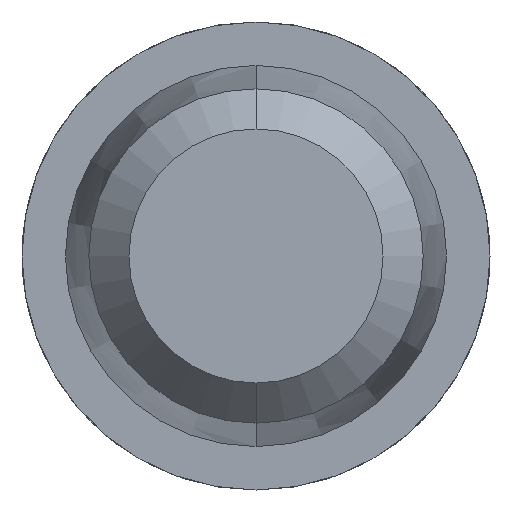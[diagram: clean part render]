
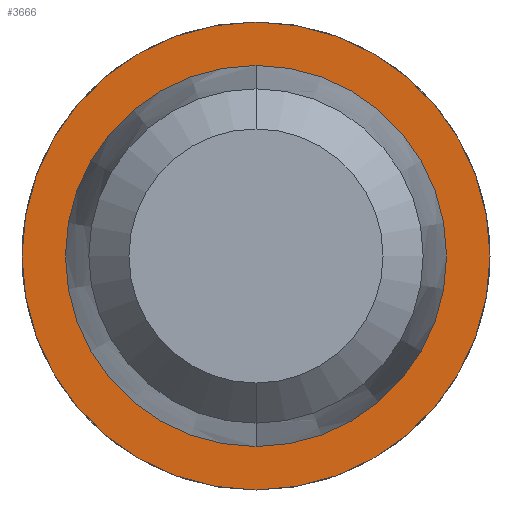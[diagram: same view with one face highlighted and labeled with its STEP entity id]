
A CAD part, front view. The second image highlights one B-rep face of the part: STEP entity #3666.
In plain terms, the highlighted planar face has unit normal (0, -1, 0).
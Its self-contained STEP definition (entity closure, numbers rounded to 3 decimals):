
#163 = DIRECTION ( 'NONE',  ( 0., 0., -1. ) ) ;
#359 = CIRCLE ( 'NONE', #2341, 0.7 ) ;
#382 = EDGE_LOOP ( 'NONE', ( #1640, #2798 ) ) ;
#679 = VERTEX_POINT ( 'NONE', #1167 ) ;
#1057 = VERTEX_POINT ( 'NONE', #2503 ) ;
#1074 = DIRECTION ( 'NONE',  ( 0., 0., -1. ) ) ;
#1142 = FACE_OUTER_BOUND ( 'NONE', #2631, .T. ) ;
#1147 = CARTESIAN_POINT ( 'NONE',  ( 0., 26., 0. ) ) ;
#1162 = CARTESIAN_POINT ( 'NONE',  ( 0.57, 26., 0. ) ) ;
#1167 = CARTESIAN_POINT ( 'NONE',  ( 0., 26., -0.57 ) ) ;
#1255 = CARTESIAN_POINT ( 'NONE',  ( 0., 26., 0. ) ) ;
#1339 = DIRECTION ( 'NONE',  ( 0., 0., -1. ) ) ;
#1441 = CIRCLE ( 'NONE', #3172, 0.57 ) ;
#1623 = EDGE_CURVE ( 'Defeature ausgef�hrt2_12+Defeature ausgef�hrt2_13+Defeature ausgef�hrt2_13+Defeature ausgef�hrt2_13', #679, #1057, #3928, .T. ) ;
#1640 = ORIENTED_EDGE ( 'NONE', *, *, #2244, .F. ) ;
#1684 = DIRECTION ( 'NONE',  ( 0., -1., 0. ) ) ;
#1700 = AXIS2_PLACEMENT_3D ( 'NONE', #1709, #1684, #163 ) ;
#1709 = CARTESIAN_POINT ( 'NONE',  ( 0., 26., 0. ) ) ;
#1828 = VERTEX_POINT ( 'NONE', #3287 ) ;
#2024 = VERTEX_POINT ( 'NONE', #3519 ) ;
#2114 = DIRECTION ( 'NONE',  ( 0., -1., 0. ) ) ;
#2155 = AXIS2_PLACEMENT_3D ( 'NONE', #1162, #2390, #1074 ) ;
#2244 = EDGE_CURVE ( 'Defeature ausgef�hrt2_12+Defeature ausgef�hrt2_13+Defeature ausgef�hrt2_13+Defeature ausgef�hrt2_13', #1057, #679, #1441, .T. ) ;
#2341 = AXIS2_PLACEMENT_3D ( 'NONE', #2509, #2568, #1339 ) ;
#2368 = FACE_BOUND ( 'NONE', #382, .T. ) ;
#2390 = DIRECTION ( 'NONE',  ( 0., -1., 0. ) ) ;
#2503 = CARTESIAN_POINT ( 'NONE',  ( 0., 26., 0.57 ) ) ;
#2509 = CARTESIAN_POINT ( 'NONE',  ( 0., 26., 0. ) ) ;
#2536 = EDGE_CURVE ( 'Defeature ausgef�hrt2_13+Defeature ausgef�hrt2_14+Defeature ausgef�hrt2_14+Defeature ausgef�hrt2_14', #2024, #1828, #359, .T. ) ;
#2568 = DIRECTION ( 'NONE',  ( 0., -1., 0. ) ) ;
#2631 = EDGE_LOOP ( 'NONE', ( #3039, #2639 ) ) ;
#2639 = ORIENTED_EDGE ( 'NONE', *, *, #2536, .T. ) ;
#2798 = ORIENTED_EDGE ( 'NONE', *, *, #1623, .F. ) ;
#2917 = CIRCLE ( 'NONE', #1700, 0.7 ) ;
#3039 = ORIENTED_EDGE ( 'NONE', *, *, #3197, .T. ) ;
#3088 = DIRECTION ( 'NONE',  ( 0., 0., -1. ) ) ;
#3172 = AXIS2_PLACEMENT_3D ( 'NONE', #1255, #3720, #3088 ) ;
#3197 = EDGE_CURVE ( 'Defeature ausgef�hrt2_13+Defeature ausgef�hrt2_14+Defeature ausgef�hrt2_14+Defeature ausgef�hrt2_14', #1828, #2024, #2917, .T. ) ;
#3227 = AXIS2_PLACEMENT_3D ( 'NONE', #1147, #2114, #3593 ) ;
#3287 = CARTESIAN_POINT ( 'NONE',  ( 0., 26., -0.7 ) ) ;
#3519 = CARTESIAN_POINT ( 'NONE',  ( 0., 26., 0.7 ) ) ;
#3593 = DIRECTION ( 'NONE',  ( 0., 0., -1. ) ) ;
#3666 = ADVANCED_FACE ( 'Defeature ausgef�hrt2_13', ( #1142, #2368 ), #3906, .T. ) ;
#3720 = DIRECTION ( 'NONE',  ( 0., -1., 0. ) ) ;
#3906 = PLANE ( 'NONE',  #2155 ) ;
#3928 = CIRCLE ( 'NONE', #3227, 0.57 ) ;
